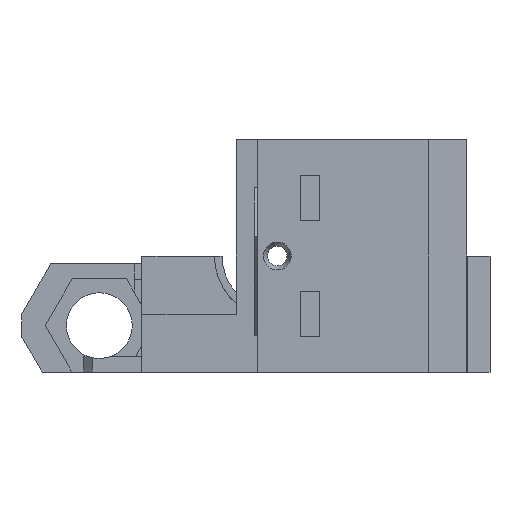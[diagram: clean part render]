
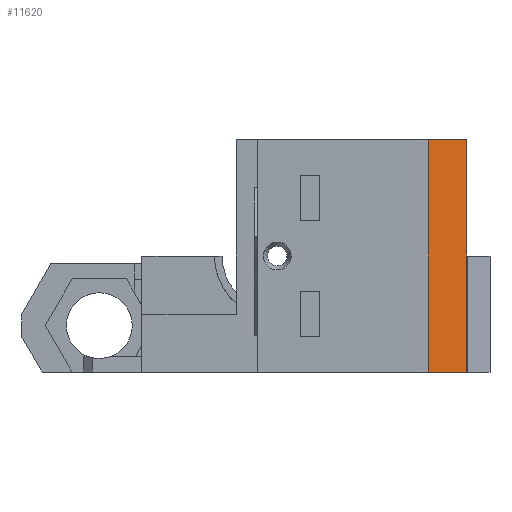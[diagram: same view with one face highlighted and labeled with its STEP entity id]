
A CAD part, front view. The second image highlights one B-rep face of the part: STEP entity #11620.
In plain terms, the highlighted planar face has unit normal (0.707, -0.707, 0).
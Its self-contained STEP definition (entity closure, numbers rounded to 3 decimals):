
#1588 = PLANE('',#1589);
#1589 = AXIS2_PLACEMENT_3D('',#1590,#1591,#1592);
#1590 = CARTESIAN_POINT('',(42.,-42.,0.));
#1591 = DIRECTION('',(0.,0.,1.));
#1592 = DIRECTION('',(1.,0.,0.));
#5068 = PLANE('',#5069);
#5069 = AXIS2_PLACEMENT_3D('',#5070,#5071,#5072);
#5070 = CARTESIAN_POINT('',(42.,-42.,30.));
#5071 = DIRECTION('',(0.,0.,1.));
#5072 = DIRECTION('',(1.,0.,0.));
#5975 = VERTEX_POINT('',#5976);
#5976 = CARTESIAN_POINT('',(42.,-37.,0.));
#5992 = PLANE('',#5993);
#5993 = AXIS2_PLACEMENT_3D('',#5994,#5995,#5996);
#5994 = CARTESIAN_POINT('',(42.,-42.,0.));
#5995 = DIRECTION('',(-1.,-0.,-0.));
#5996 = DIRECTION('',(0.,0.,-1.));
#6004 = EDGE_CURVE('',#5975,#6005,#6007,.T.);
#6005 = VERTEX_POINT('',#6006);
#6006 = CARTESIAN_POINT('',(37.,-42.,0.));
#6007 = SURFACE_CURVE('',#6008,(#6012,#6019),.PCURVE_S1.);
#6008 = LINE('',#6009,#6010);
#6009 = CARTESIAN_POINT('',(41.268,-37.732,
    0.));
#6010 = VECTOR('',#6011,1.);
#6011 = DIRECTION('',(-0.707,-0.707,-0.));
#6012 = PCURVE('',#1588,#6013);
#6013 = DEFINITIONAL_REPRESENTATION('',(#6014),#6018);
#6014 = LINE('',#6015,#6016);
#6015 = CARTESIAN_POINT('',(-0.732,4.268));
#6016 = VECTOR('',#6017,1.);
#6017 = DIRECTION('',(-0.707,-0.707));
#6018 = ( GEOMETRIC_REPRESENTATION_CONTEXT(2) 
PARAMETRIC_REPRESENTATION_CONTEXT() REPRESENTATION_CONTEXT('2D SPACE',''
  ) );
#6019 = PCURVE('',#6020,#6025);
#6020 = PLANE('',#6021);
#6021 = AXIS2_PLACEMENT_3D('',#6022,#6023,#6024);
#6022 = CARTESIAN_POINT('',(43.036,-35.964,-0.1));
#6023 = DIRECTION('',(0.707,-0.707,0.));
#6024 = DIRECTION('',(0.,-0.,-1.));
#6025 = DEFINITIONAL_REPRESENTATION('',(#6026),#6030);
#6026 = LINE('',#6027,#6028);
#6027 = CARTESIAN_POINT('',(-0.1,-2.5));
#6028 = VECTOR('',#6029,1.);
#6029 = DIRECTION('',(-0.,-1.));
#6030 = ( GEOMETRIC_REPRESENTATION_CONTEXT(2) 
PARAMETRIC_REPRESENTATION_CONTEXT() REPRESENTATION_CONTEXT('2D SPACE',''
  ) );
#6048 = PLANE('',#6049);
#6049 = AXIS2_PLACEMENT_3D('',#6050,#6051,#6052);
#6050 = CARTESIAN_POINT('',(42.,-42.,0.));
#6051 = DIRECTION('',(0.,1.,0.));
#6052 = DIRECTION('',(0.,0.,-1.));
#10071 = VERTEX_POINT('',#10072);
#10072 = CARTESIAN_POINT('',(42.,-37.,30.));
#10093 = EDGE_CURVE('',#10071,#10094,#10096,.T.);
#10094 = VERTEX_POINT('',#10095);
#10095 = CARTESIAN_POINT('',(37.,-42.,30.));
#10096 = SURFACE_CURVE('',#10097,(#10101,#10108),.PCURVE_S1.);
#10097 = LINE('',#10098,#10099);
#10098 = CARTESIAN_POINT('',(41.268,-37.732,30.));
#10099 = VECTOR('',#10100,1.);
#10100 = DIRECTION('',(-0.707,-0.707,-0.));
#10101 = PCURVE('',#5068,#10102);
#10102 = DEFINITIONAL_REPRESENTATION('',(#10103),#10107);
#10103 = LINE('',#10104,#10105);
#10104 = CARTESIAN_POINT('',(-0.732,4.268));
#10105 = VECTOR('',#10106,1.);
#10106 = DIRECTION('',(-0.707,-0.707));
#10107 = ( GEOMETRIC_REPRESENTATION_CONTEXT(2) 
PARAMETRIC_REPRESENTATION_CONTEXT() REPRESENTATION_CONTEXT('2D SPACE',''
  ) );
#10108 = PCURVE('',#6020,#10109);
#10109 = DEFINITIONAL_REPRESENTATION('',(#10110),#10114);
#10110 = LINE('',#10111,#10112);
#10111 = CARTESIAN_POINT('',(-30.1,-2.5));
#10112 = VECTOR('',#10113,1.);
#10113 = DIRECTION('',(-0.,-1.));
#10114 = ( GEOMETRIC_REPRESENTATION_CONTEXT(2) 
PARAMETRIC_REPRESENTATION_CONTEXT() REPRESENTATION_CONTEXT('2D SPACE',''
  ) );
#11352 = EDGE_CURVE('',#10071,#5975,#11353,.T.);
#11353 = SURFACE_CURVE('',#11354,(#11358,#11365),.PCURVE_S1.);
#11354 = LINE('',#11355,#11356);
#11355 = CARTESIAN_POINT('',(42.,-37.,-0.05));
#11356 = VECTOR('',#11357,1.);
#11357 = DIRECTION('',(-0.,-0.,-1.));
#11358 = PCURVE('',#5992,#11359);
#11359 = DEFINITIONAL_REPRESENTATION('',(#11360),#11364);
#11360 = LINE('',#11361,#11362);
#11361 = CARTESIAN_POINT('',(0.05,-5.));
#11362 = VECTOR('',#11363,1.);
#11363 = DIRECTION('',(1.,-0.));
#11364 = ( GEOMETRIC_REPRESENTATION_CONTEXT(2) 
PARAMETRIC_REPRESENTATION_CONTEXT() REPRESENTATION_CONTEXT('2D SPACE',''
  ) );
#11365 = PCURVE('',#6020,#11366);
#11366 = DEFINITIONAL_REPRESENTATION('',(#11367),#11371);
#11367 = LINE('',#11368,#11369);
#11368 = CARTESIAN_POINT('',(-0.05,-1.464));
#11369 = VECTOR('',#11370,1.);
#11370 = DIRECTION('',(1.,-0.));
#11371 = ( GEOMETRIC_REPRESENTATION_CONTEXT(2) 
PARAMETRIC_REPRESENTATION_CONTEXT() REPRESENTATION_CONTEXT('2D SPACE',''
  ) );
#11620 = ADVANCED_FACE('',(#11621),#6020,.T.);
#11621 = FACE_BOUND('',#11622,.F.);
#11622 = EDGE_LOOP('',(#11623,#11624,#11625,#11626));
#11623 = ORIENTED_EDGE('',*,*,#10093,.F.);
#11624 = ORIENTED_EDGE('',*,*,#11352,.T.);
#11625 = ORIENTED_EDGE('',*,*,#6004,.T.);
#11626 = ORIENTED_EDGE('',*,*,#11627,.T.);
#11627 = EDGE_CURVE('',#6005,#10094,#11628,.T.);
#11628 = SURFACE_CURVE('',#11629,(#11633,#11640),.PCURVE_S1.);
#11629 = LINE('',#11630,#11631);
#11630 = CARTESIAN_POINT('',(37.,-42.,-0.05));
#11631 = VECTOR('',#11632,1.);
#11632 = DIRECTION('',(0.,0.,1.));
#11633 = PCURVE('',#6020,#11634);
#11634 = DEFINITIONAL_REPRESENTATION('',(#11635),#11639);
#11635 = LINE('',#11636,#11637);
#11636 = CARTESIAN_POINT('',(-0.05,-8.536));
#11637 = VECTOR('',#11638,1.);
#11638 = DIRECTION('',(-1.,0.));
#11639 = ( GEOMETRIC_REPRESENTATION_CONTEXT(2) 
PARAMETRIC_REPRESENTATION_CONTEXT() REPRESENTATION_CONTEXT('2D SPACE',''
  ) );
#11640 = PCURVE('',#6048,#11641);
#11641 = DEFINITIONAL_REPRESENTATION('',(#11642),#11646);
#11642 = LINE('',#11643,#11644);
#11643 = CARTESIAN_POINT('',(0.05,5.));
#11644 = VECTOR('',#11645,1.);
#11645 = DIRECTION('',(-1.,-0.));
#11646 = ( GEOMETRIC_REPRESENTATION_CONTEXT(2) 
PARAMETRIC_REPRESENTATION_CONTEXT() REPRESENTATION_CONTEXT('2D SPACE',''
  ) );
